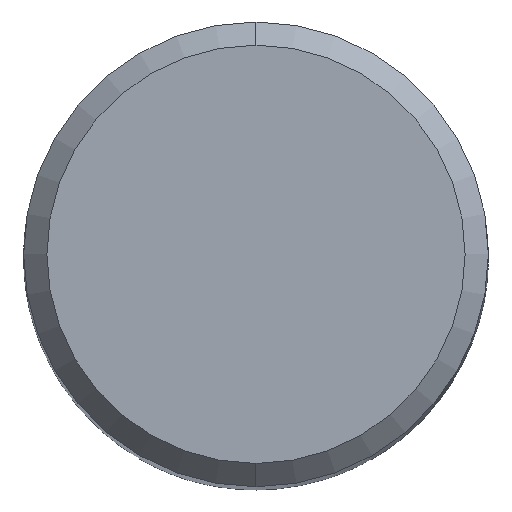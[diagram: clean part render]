
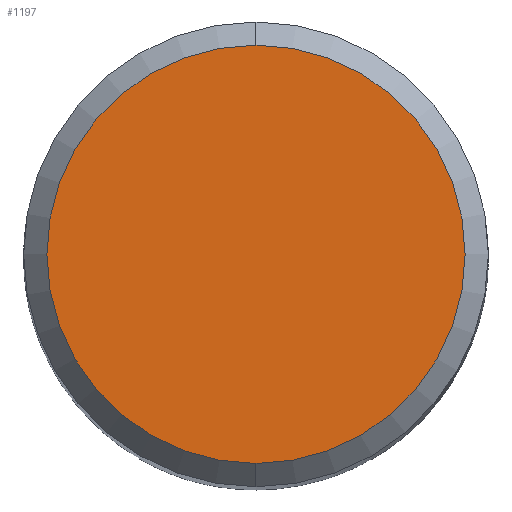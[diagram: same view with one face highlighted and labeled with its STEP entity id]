
A CAD part, top view. The second image highlights one B-rep face of the part: STEP entity #1197.
In plain terms, the highlighted planar face has unit normal (0, 0, 1).
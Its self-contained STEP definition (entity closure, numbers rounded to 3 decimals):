
#707=EDGE_CURVE('',#1145,#717,#1619,.T.);
#717=VERTEX_POINT('',#1629);
#903=EDGE_CURVE('',#717,#1145,#1832,.T.);
#1145=VERTEX_POINT('',#2098);
#1197=ADVANCED_FACE('',(#2156),#2157,.T.);
#1619=CIRCLE('',#2980,9.0);
#1629=CARTESIAN_POINT('',(0.,-9.0,0.0));
#1832=CIRCLE('',#3681,9.0);
#2098=CARTESIAN_POINT('',(0.0,9.0,0.0));
#2156=FACE_OUTER_BOUND('',#4638,.T.);
#2157=PLANE('',#4639);
#2980=AXIS2_PLACEMENT_3D('',#5295,#5296,#5297);
#3681=AXIS2_PLACEMENT_3D('',#5468,#5469,#5470);
#4638=EDGE_LOOP('',(#5822,#5823));
#4639=AXIS2_PLACEMENT_3D('',#5824,#5825,#5826);
#5295=CARTESIAN_POINT('',(0.0,0.0,0.0));
#5296=DIRECTION('',(0.0,0.0,-1.0));
#5297=DIRECTION('',(0.0,1.0,0.0));
#5468=CARTESIAN_POINT('',(0.0,0.0,0.0));
#5469=DIRECTION('',(0.0,0.0,-1.0));
#5470=DIRECTION('',(0.0,1.0,0.0));
#5822=ORIENTED_EDGE('',*,*,#707,.F.);
#5823=ORIENTED_EDGE('',*,*,#903,.F.);
#5824=CARTESIAN_POINT('',(0.0,4.5,0.0));
#5825=DIRECTION('',(-0.0,0.0,1.0));
#5826=DIRECTION('',(0.0,-1.0,0.0));
